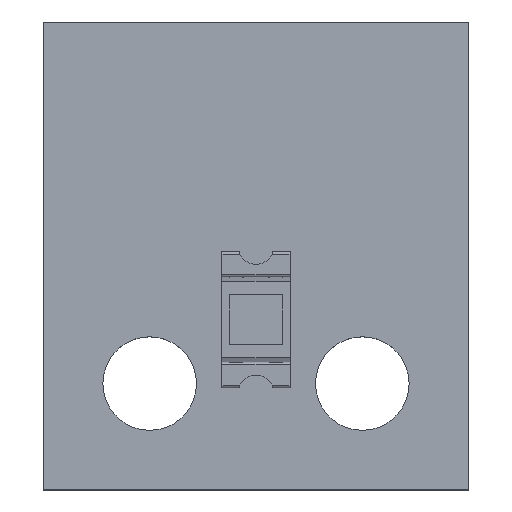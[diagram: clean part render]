
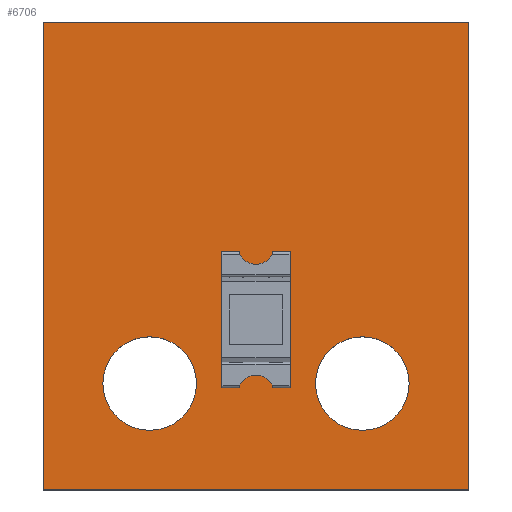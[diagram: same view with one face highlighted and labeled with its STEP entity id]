
A CAD part, top view. The second image highlights one B-rep face of the part: STEP entity #6706.
In plain terms, the highlighted planar face has unit normal (0, 0, 1).
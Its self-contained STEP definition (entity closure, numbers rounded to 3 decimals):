
#6357 = VERTEX_POINT('',#6358);
#6358 = CARTESIAN_POINT('',(114.,-79.,1.6));
#6365 = PLANE('',#6366);
#6366 = AXIS2_PLACEMENT_3D('',#6367,#6368,#6369);
#6367 = CARTESIAN_POINT('',(114.,-79.,0.));
#6368 = DIRECTION('',(0.,-1.,0.));
#6369 = DIRECTION('',(-1.,0.,0.));
#6377 = PLANE('',#6378);
#6378 = AXIS2_PLACEMENT_3D('',#6379,#6380,#6381);
#6379 = CARTESIAN_POINT('',(114.,-90.,0.));
#6380 = DIRECTION('',(-1.,0.,0.));
#6381 = DIRECTION('',(0.,1.,0.));
#6389 = EDGE_CURVE('',#6357,#6390,#6392,.T.);
#6390 = VERTEX_POINT('',#6391);
#6391 = CARTESIAN_POINT('',(104.,-79.,1.6));
#6392 = SURFACE_CURVE('',#6393,(#6397,#6404),.PCURVE_S1.);
#6393 = LINE('',#6394,#6395);
#6394 = CARTESIAN_POINT('',(114.,-79.,1.6));
#6395 = VECTOR('',#6396,1.);
#6396 = DIRECTION('',(-1.,0.,0.));
#6397 = PCURVE('',#6365,#6398);
#6398 = DEFINITIONAL_REPRESENTATION('',(#6399),#6403);
#6399 = LINE('',#6400,#6401);
#6400 = CARTESIAN_POINT('',(0.,-1.6));
#6401 = VECTOR('',#6402,1.);
#6402 = DIRECTION('',(1.,0.));
#6403 = ( GEOMETRIC_REPRESENTATION_CONTEXT(2) 
PARAMETRIC_REPRESENTATION_CONTEXT() REPRESENTATION_CONTEXT('2D SPACE',''
  ) );
#6404 = PCURVE('',#6405,#6410);
#6405 = PLANE('',#6406);
#6406 = AXIS2_PLACEMENT_3D('',#6407,#6408,#6409);
#6407 = CARTESIAN_POINT('',(109.,-84.5,1.6));
#6408 = DIRECTION('',(0.,0.,1.));
#6409 = DIRECTION('',(1.,0.,-0.));
#6410 = DEFINITIONAL_REPRESENTATION('',(#6411),#6415);
#6411 = LINE('',#6412,#6413);
#6412 = CARTESIAN_POINT('',(5.,5.5));
#6413 = VECTOR('',#6414,1.);
#6414 = DIRECTION('',(-1.,0.));
#6415 = ( GEOMETRIC_REPRESENTATION_CONTEXT(2) 
PARAMETRIC_REPRESENTATION_CONTEXT() REPRESENTATION_CONTEXT('2D SPACE',''
  ) );
#6433 = PLANE('',#6434);
#6434 = AXIS2_PLACEMENT_3D('',#6435,#6436,#6437);
#6435 = CARTESIAN_POINT('',(104.,-79.,0.));
#6436 = DIRECTION('',(1.,0.,-0.));
#6437 = DIRECTION('',(0.,-1.,0.));
#6477 = VERTEX_POINT('',#6478);
#6478 = CARTESIAN_POINT('',(114.,-90.,1.6));
#6492 = PLANE('',#6493);
#6493 = AXIS2_PLACEMENT_3D('',#6494,#6495,#6496);
#6494 = CARTESIAN_POINT('',(104.,-90.,0.));
#6495 = DIRECTION('',(0.,1.,0.));
#6496 = DIRECTION('',(1.,0.,0.));
#6504 = EDGE_CURVE('',#6477,#6357,#6505,.T.);
#6505 = SURFACE_CURVE('',#6506,(#6510,#6517),.PCURVE_S1.);
#6506 = LINE('',#6507,#6508);
#6507 = CARTESIAN_POINT('',(114.,-90.,1.6));
#6508 = VECTOR('',#6509,1.);
#6509 = DIRECTION('',(0.,1.,0.));
#6510 = PCURVE('',#6377,#6511);
#6511 = DEFINITIONAL_REPRESENTATION('',(#6512),#6516);
#6512 = LINE('',#6513,#6514);
#6513 = CARTESIAN_POINT('',(0.,-1.6));
#6514 = VECTOR('',#6515,1.);
#6515 = DIRECTION('',(1.,0.));
#6516 = ( GEOMETRIC_REPRESENTATION_CONTEXT(2) 
PARAMETRIC_REPRESENTATION_CONTEXT() REPRESENTATION_CONTEXT('2D SPACE',''
  ) );
#6517 = PCURVE('',#6405,#6518);
#6518 = DEFINITIONAL_REPRESENTATION('',(#6519),#6523);
#6519 = LINE('',#6520,#6521);
#6520 = CARTESIAN_POINT('',(5.,-5.5));
#6521 = VECTOR('',#6522,1.);
#6522 = DIRECTION('',(0.,1.));
#6523 = ( GEOMETRIC_REPRESENTATION_CONTEXT(2) 
PARAMETRIC_REPRESENTATION_CONTEXT() REPRESENTATION_CONTEXT('2D SPACE',''
  ) );
#6551 = EDGE_CURVE('',#6390,#6552,#6554,.T.);
#6552 = VERTEX_POINT('',#6553);
#6553 = CARTESIAN_POINT('',(104.,-90.,1.6));
#6554 = SURFACE_CURVE('',#6555,(#6559,#6566),.PCURVE_S1.);
#6555 = LINE('',#6556,#6557);
#6556 = CARTESIAN_POINT('',(104.,-79.,1.6));
#6557 = VECTOR('',#6558,1.);
#6558 = DIRECTION('',(0.,-1.,0.));
#6559 = PCURVE('',#6433,#6560);
#6560 = DEFINITIONAL_REPRESENTATION('',(#6561),#6565);
#6561 = LINE('',#6562,#6563);
#6562 = CARTESIAN_POINT('',(0.,-1.6));
#6563 = VECTOR('',#6564,1.);
#6564 = DIRECTION('',(1.,0.));
#6565 = ( GEOMETRIC_REPRESENTATION_CONTEXT(2) 
PARAMETRIC_REPRESENTATION_CONTEXT() REPRESENTATION_CONTEXT('2D SPACE',''
  ) );
#6566 = PCURVE('',#6405,#6567);
#6567 = DEFINITIONAL_REPRESENTATION('',(#6568),#6572);
#6568 = LINE('',#6569,#6570);
#6569 = CARTESIAN_POINT('',(-5.,5.5));
#6570 = VECTOR('',#6571,1.);
#6571 = DIRECTION('',(0.,-1.));
#6572 = ( GEOMETRIC_REPRESENTATION_CONTEXT(2) 
PARAMETRIC_REPRESENTATION_CONTEXT() REPRESENTATION_CONTEXT('2D SPACE',''
  ) );
#6664 = CYLINDRICAL_SURFACE('',#6665,1.1);
#6665 = AXIS2_PLACEMENT_3D('',#6666,#6667,#6668);
#6666 = CARTESIAN_POINT('',(111.5,-87.5,-0.8));
#6667 = DIRECTION('',(0.,0.,1.));
#6668 = DIRECTION('',(1.,0.,-0.));
#6695 = CYLINDRICAL_SURFACE('',#6696,1.1);
#6696 = AXIS2_PLACEMENT_3D('',#6697,#6698,#6699);
#6697 = CARTESIAN_POINT('',(106.5,-87.5,-0.8));
#6698 = DIRECTION('',(0.,0.,1.));
#6699 = DIRECTION('',(1.,0.,-0.));
#6706 = ADVANCED_FACE('',(#6707,#6733,#6759),#6405,.T.);
#6707 = FACE_BOUND('',#6708,.T.);
#6708 = EDGE_LOOP('',(#6709,#6710,#6711,#6732));
#6709 = ORIENTED_EDGE('',*,*,#6389,.T.);
#6710 = ORIENTED_EDGE('',*,*,#6551,.T.);
#6711 = ORIENTED_EDGE('',*,*,#6712,.T.);
#6712 = EDGE_CURVE('',#6552,#6477,#6713,.T.);
#6713 = SURFACE_CURVE('',#6714,(#6718,#6725),.PCURVE_S1.);
#6714 = LINE('',#6715,#6716);
#6715 = CARTESIAN_POINT('',(104.,-90.,1.6));
#6716 = VECTOR('',#6717,1.);
#6717 = DIRECTION('',(1.,0.,0.));
#6718 = PCURVE('',#6405,#6719);
#6719 = DEFINITIONAL_REPRESENTATION('',(#6720),#6724);
#6720 = LINE('',#6721,#6722);
#6721 = CARTESIAN_POINT('',(-5.,-5.5));
#6722 = VECTOR('',#6723,1.);
#6723 = DIRECTION('',(1.,0.));
#6724 = ( GEOMETRIC_REPRESENTATION_CONTEXT(2) 
PARAMETRIC_REPRESENTATION_CONTEXT() REPRESENTATION_CONTEXT('2D SPACE',''
  ) );
#6725 = PCURVE('',#6492,#6726);
#6726 = DEFINITIONAL_REPRESENTATION('',(#6727),#6731);
#6727 = LINE('',#6728,#6729);
#6728 = CARTESIAN_POINT('',(0.,-1.6));
#6729 = VECTOR('',#6730,1.);
#6730 = DIRECTION('',(1.,0.));
#6731 = ( GEOMETRIC_REPRESENTATION_CONTEXT(2) 
PARAMETRIC_REPRESENTATION_CONTEXT() REPRESENTATION_CONTEXT('2D SPACE',''
  ) );
#6732 = ORIENTED_EDGE('',*,*,#6504,.T.);
#6733 = FACE_BOUND('',#6734,.T.);
#6734 = EDGE_LOOP('',(#6735));
#6735 = ORIENTED_EDGE('',*,*,#6736,.F.);
#6736 = EDGE_CURVE('',#6737,#6737,#6739,.T.);
#6737 = VERTEX_POINT('',#6738);
#6738 = CARTESIAN_POINT('',(112.6,-87.5,1.6));
#6739 = SURFACE_CURVE('',#6740,(#6745,#6752),.PCURVE_S1.);
#6740 = CIRCLE('',#6741,1.1);
#6741 = AXIS2_PLACEMENT_3D('',#6742,#6743,#6744);
#6742 = CARTESIAN_POINT('',(111.5,-87.5,1.6));
#6743 = DIRECTION('',(0.,0.,1.));
#6744 = DIRECTION('',(1.,0.,-0.));
#6745 = PCURVE('',#6405,#6746);
#6746 = DEFINITIONAL_REPRESENTATION('',(#6747),#6751);
#6747 = CIRCLE('',#6748,1.1);
#6748 = AXIS2_PLACEMENT_2D('',#6749,#6750);
#6749 = CARTESIAN_POINT('',(2.5,-3.));
#6750 = DIRECTION('',(1.,0.));
#6751 = ( GEOMETRIC_REPRESENTATION_CONTEXT(2) 
PARAMETRIC_REPRESENTATION_CONTEXT() REPRESENTATION_CONTEXT('2D SPACE',''
  ) );
#6752 = PCURVE('',#6664,#6753);
#6753 = DEFINITIONAL_REPRESENTATION('',(#6754),#6758);
#6754 = LINE('',#6755,#6756);
#6755 = CARTESIAN_POINT('',(0.,2.4));
#6756 = VECTOR('',#6757,1.);
#6757 = DIRECTION('',(1.,0.));
#6758 = ( GEOMETRIC_REPRESENTATION_CONTEXT(2) 
PARAMETRIC_REPRESENTATION_CONTEXT() REPRESENTATION_CONTEXT('2D SPACE',''
  ) );
#6759 = FACE_BOUND('',#6760,.T.);
#6760 = EDGE_LOOP('',(#6761));
#6761 = ORIENTED_EDGE('',*,*,#6762,.F.);
#6762 = EDGE_CURVE('',#6763,#6763,#6765,.T.);
#6763 = VERTEX_POINT('',#6764);
#6764 = CARTESIAN_POINT('',(107.6,-87.5,1.6));
#6765 = SURFACE_CURVE('',#6766,(#6771,#6778),.PCURVE_S1.);
#6766 = CIRCLE('',#6767,1.1);
#6767 = AXIS2_PLACEMENT_3D('',#6768,#6769,#6770);
#6768 = CARTESIAN_POINT('',(106.5,-87.5,1.6));
#6769 = DIRECTION('',(0.,0.,1.));
#6770 = DIRECTION('',(1.,0.,-0.));
#6771 = PCURVE('',#6405,#6772);
#6772 = DEFINITIONAL_REPRESENTATION('',(#6773),#6777);
#6773 = CIRCLE('',#6774,1.1);
#6774 = AXIS2_PLACEMENT_2D('',#6775,#6776);
#6775 = CARTESIAN_POINT('',(-2.5,-3.));
#6776 = DIRECTION('',(1.,0.));
#6777 = ( GEOMETRIC_REPRESENTATION_CONTEXT(2) 
PARAMETRIC_REPRESENTATION_CONTEXT() REPRESENTATION_CONTEXT('2D SPACE',''
  ) );
#6778 = PCURVE('',#6695,#6779);
#6779 = DEFINITIONAL_REPRESENTATION('',(#6780),#6784);
#6780 = LINE('',#6781,#6782);
#6781 = CARTESIAN_POINT('',(0.,2.4));
#6782 = VECTOR('',#6783,1.);
#6783 = DIRECTION('',(1.,0.));
#6784 = ( GEOMETRIC_REPRESENTATION_CONTEXT(2) 
PARAMETRIC_REPRESENTATION_CONTEXT() REPRESENTATION_CONTEXT('2D SPACE',''
  ) );
